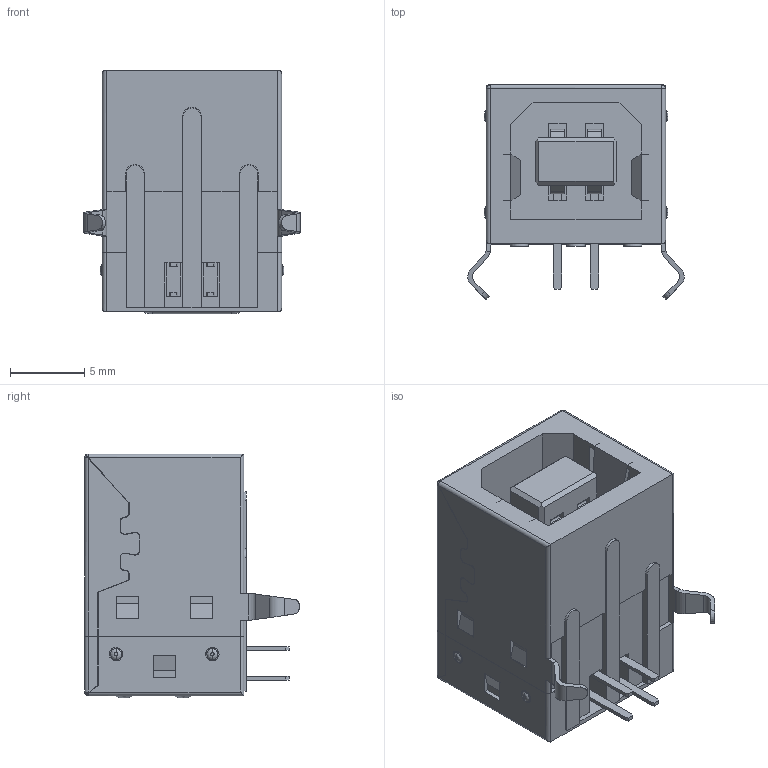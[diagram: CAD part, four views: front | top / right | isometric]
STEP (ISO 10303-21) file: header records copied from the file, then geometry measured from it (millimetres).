
FILE_DESCRIPTION((''),'2;1');
FILE_NAME('FUS213_REF1','2021-02-04T',('gongcheng6'),(''),'PRO/ENGINEER BY PARAMETRIC TECHNOLOGY CORPORATION, 2010280','PRO/ENGINEER BY PARAMETRIC TECHNOLOGY CORPORATION, 2010280','');
FILE_SCHEMA(('CONFIG_CONTROL_DESIGN'));
Length unit declared in the file: millimetre
Products named in the file (1): FUS213_REF1
Bounding box: 14.6 x 14.5 x 16.45 mm (x, y, z)
Volume: 1528.8 mm3; surface area: 2031.6 mm2
Topology: 1 solids, 1 shells, 452 faces, 1291 edges, 845 vertices
Faces by surface type: plane 308, cylinder 110, torus 12, bspline 12, sphere 8, cone 2
Entity records: 15113 total; most frequent: CARTESIAN_POINT 3163, ORIENTED_EDGE 2566, DIRECTION 2408, EDGE_CURVE 1283, VECTOR 958, LINE 958, VERTEX_POINT 845, AXIS2_PLACEMENT_3D 725
